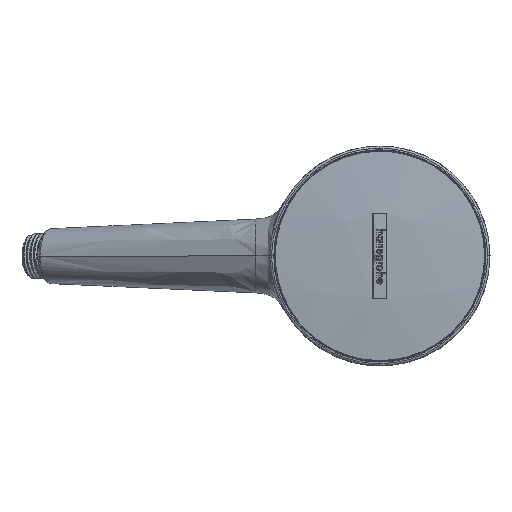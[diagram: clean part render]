
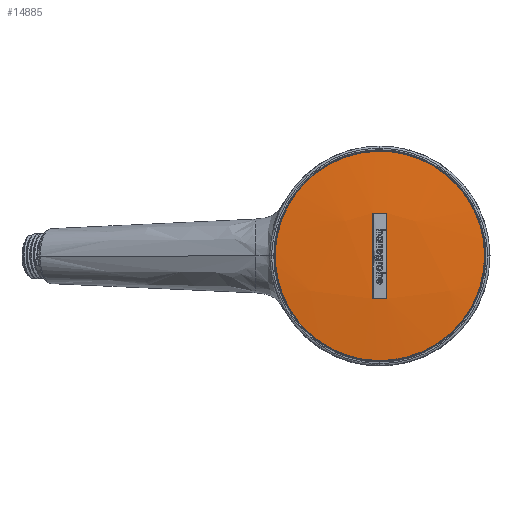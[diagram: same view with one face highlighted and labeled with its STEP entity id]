
A CAD part, top view. The second image highlights one B-rep face of the part: STEP entity #14885.
In plain terms, the highlighted spherical face has radius 447.95 mm.
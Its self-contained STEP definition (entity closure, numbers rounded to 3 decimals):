
#14800=CARTESIAN_POINT('Axis2P3D Location',(0.,0.,-418.)) ;
#14806=CARTESIAN_POINT('Control Point',(-41.879,22.879,27.401)) ;
#14807=CARTESIAN_POINT('Control Point',(-39.582,27.084,27.401)) ;
#14808=CARTESIAN_POINT('Control Point',(-36.757,31.001,27.401)) ;
#14809=CARTESIAN_POINT('Control Point',(-33.453,34.539,27.401)) ;
#14810=CARTESIAN_POINT('Control Point',(-22.822,43.379,27.401)) ;
#14811=CARTESIAN_POINT('Control Point',(-9.552,48.059,27.401)) ;
#14812=CARTESIAN_POINT('Control Point',(-0.35,48.996,27.401)) ;
#14813=CARTESIAN_POINT('Control Point',(17.785,46.521,27.401)) ;
#14814=CARTESIAN_POINT('Control Point',(32.969,36.252,27.401)) ;
#14815=CARTESIAN_POINT('Control Point',(39.213,29.391,27.401)) ;
#14816=CARTESIAN_POINT('Control Point',(47.228,14.713,27.401)) ;
#14817=CARTESIAN_POINT('Control Point',(48.549,-1.818,27.401)) ;
#14818=CARTESIAN_POINT('Control Point',(47.684,-9.305,27.401)) ;
#14819=CARTESIAN_POINT('Control Point',(45.402,-16.431,27.401)) ;
#14820=CARTESIAN_POINT('Control Point',(41.879,-22.879,27.401)) ;
#14821=CARTESIAN_POINT('Vertex',(41.879,-22.879,27.401)) ;
#14823=CARTESIAN_POINT('Vertex',(-41.879,22.879,27.401)) ;
#14827=CARTESIAN_POINT('Control Point',(-41.879,22.879,27.401)) ;
#14828=CARTESIAN_POINT('Control Point',(-44.026,18.95,27.401)) ;
#14829=CARTESIAN_POINT('Control Point',(-45.712,14.768,27.401)) ;
#14830=CARTESIAN_POINT('Control Point',(-46.898,10.407,27.401)) ;
#14831=CARTESIAN_POINT('Control Point',(-48.886,-2.969,27.401)) ;
#14832=CARTESIAN_POINT('Control Point',(-46.152,-16.49,27.401)) ;
#14833=CARTESIAN_POINT('Control Point',(-42.206,-24.911,27.401)) ;
#14834=CARTESIAN_POINT('Control Point',(-30.699,-39.229,27.401)) ;
#14835=CARTESIAN_POINT('Control Point',(-14.06,-46.939,27.401)) ;
#14836=CARTESIAN_POINT('Control Point',(-4.987,-48.742,27.401)) ;
#14837=CARTESIAN_POINT('Control Point',(11.978,-48.049,27.401)) ;
#14838=CARTESIAN_POINT('Control Point',(27.048,-40.441,27.401)) ;
#14839=CARTESIAN_POINT('Control Point',(33.204,-35.564,27.401)) ;
#14840=CARTESIAN_POINT('Control Point',(38.213,-29.59,27.401)) ;
#14841=CARTESIAN_POINT('Control Point',(41.879,-22.879,27.401)) ;
#14848=CARTESIAN_POINT('Control Point',(3.15,-19.55,29.512)) ;
#14849=CARTESIAN_POINT('Control Point',(1.05,-19.55,29.527)) ;
#14850=CARTESIAN_POINT('Control Point',(-1.05,-19.55,29.527)) ;
#14851=CARTESIAN_POINT('Control Point',(-3.15,-19.55,29.512)) ;
#14852=CARTESIAN_POINT('Vertex',(3.15,-19.55,29.512)) ;
#14854=CARTESIAN_POINT('Vertex',(-3.15,-19.55,29.512)) ;
#14858=CARTESIAN_POINT('Control Point',(-3.15,-19.55,29.512)) ;
#14859=CARTESIAN_POINT('Control Point',(-3.15,-6.525,30.081)) ;
#14860=CARTESIAN_POINT('Control Point',(-3.15,6.525,30.081)) ;
#14861=CARTESIAN_POINT('Control Point',(-3.15,19.55,29.512)) ;
#14862=CARTESIAN_POINT('Vertex',(-3.15,19.55,29.512)) ;
#14866=CARTESIAN_POINT('Control Point',(-3.15,19.55,29.512)) ;
#14867=CARTESIAN_POINT('Control Point',(-1.05,19.55,29.527)) ;
#14868=CARTESIAN_POINT('Control Point',(1.05,19.55,29.527)) ;
#14869=CARTESIAN_POINT('Control Point',(3.15,19.55,29.512)) ;
#14870=CARTESIAN_POINT('Vertex',(3.15,19.55,29.512)) ;
#14874=CARTESIAN_POINT('Control Point',(3.15,19.55,29.512)) ;
#14875=CARTESIAN_POINT('Control Point',(3.15,6.525,30.081)) ;
#14876=CARTESIAN_POINT('Control Point',(3.15,-6.525,30.081)) ;
#14877=CARTESIAN_POINT('Control Point',(3.15,-19.55,29.512)) ;
#14801=DIRECTION('Axis2P3D Direction',(-0.,1.,0.)) ;
#14802=DIRECTION('Axis2P3D XDirection',(-0.139,0.,0.99)) ;
#14803=AXIS2_PLACEMENT_3D('Sphere Axis2P3D',#14800,#14801,#14802) ;
#14804=SPHERICAL_SURFACE('',#14803,447.95) ;
#14884=FACE_BOUND('',#14879,.T.) ;
#14825=EDGE_CURVE('',#14822,#14824,#14805,.F.) ;
#14842=EDGE_CURVE('',#14824,#14822,#14826,.T.) ;
#14856=EDGE_CURVE('',#14853,#14855,#14847,.T.) ;
#14864=EDGE_CURVE('',#14855,#14863,#14857,.T.) ;
#14872=EDGE_CURVE('',#14863,#14871,#14865,.T.) ;
#14878=EDGE_CURVE('',#14871,#14853,#14873,.T.) ;
#14844=ORIENTED_EDGE('',*,*,#14825,.T.) ;
#14845=ORIENTED_EDGE('',*,*,#14842,.T.) ;
#14880=ORIENTED_EDGE('',*,*,#14856,.T.) ;
#14881=ORIENTED_EDGE('',*,*,#14864,.T.) ;
#14882=ORIENTED_EDGE('',*,*,#14872,.T.) ;
#14883=ORIENTED_EDGE('',*,*,#14878,.T.) ;
#14843=EDGE_LOOP('',(#14844,#14845)) ;
#14879=EDGE_LOOP('',(#14880,#14881,#14882,#14883)) ;
#14822=VERTEX_POINT('',#14821) ;
#14824=VERTEX_POINT('',#14823) ;
#14853=VERTEX_POINT('',#14852) ;
#14855=VERTEX_POINT('',#14854) ;
#14863=VERTEX_POINT('',#14862) ;
#14871=VERTEX_POINT('',#14870) ;
#14885=ADVANCED_FACE('Low',(#14846,#14884),#14804,.T.) ;
#14805=B_SPLINE_CURVE_WITH_KNOTS('',5,(#14806,#14807,#14808,#14809,#14810,#14811,#14812,#14813,#14814,#14815,#14816,#14817,#14818,#14819,#14820),.UNSPECIFIED.,.F.,.U.,(6,3,3,3,6),(0.,33.813,96.879,159.919,211.759),.UNSPECIFIED.) ;
#14826=B_SPLINE_CURVE_WITH_KNOTS('',5,(#14827,#14828,#14829,#14830,#14831,#14832,#14833,#14834,#14835,#14836,#14837,#14838,#14839,#14840,#14841),.UNSPECIFIED.,.F.,.U.,(6,3,3,3,6),(0.,31.591,94.75,157.803,211.759),.UNSPECIFIED.) ;
#14847=B_SPLINE_CURVE_WITH_KNOTS('',3,(#14848,#14849,#14850,#14851),.UNSPECIFIED.,.F.,.U.,(4,4),(0.,8.914),.UNSPECIFIED.) ;
#14857=B_SPLINE_CURVE_WITH_KNOTS('',3,(#14858,#14859,#14860,#14861),.UNSPECIFIED.,.F.,.U.,(4,4),(0.,55.313),.UNSPECIFIED.) ;
#14865=B_SPLINE_CURVE_WITH_KNOTS('',3,(#14866,#14867,#14868,#14869),.UNSPECIFIED.,.F.,.U.,(4,4),(0.,8.914),.UNSPECIFIED.) ;
#14873=B_SPLINE_CURVE_WITH_KNOTS('',3,(#14874,#14875,#14876,#14877),.UNSPECIFIED.,.F.,.U.,(4,4),(0.,55.313),.UNSPECIFIED.) ;
#14846=FACE_OUTER_BOUND('',#14843,.T.) ;
